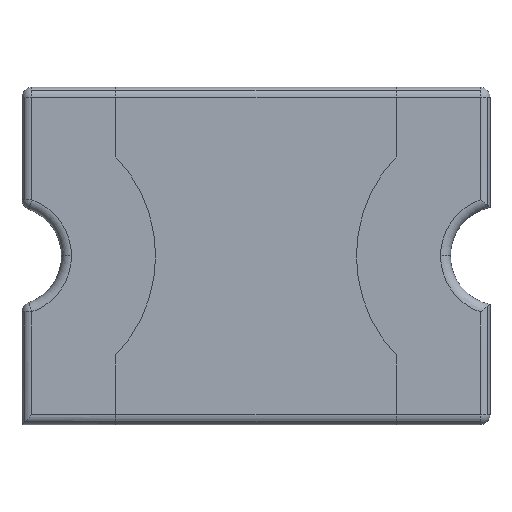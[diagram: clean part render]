
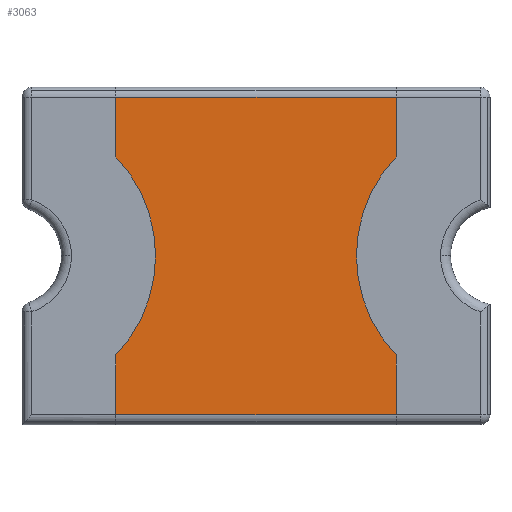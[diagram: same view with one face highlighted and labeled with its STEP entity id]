
A CAD part, top view. The second image highlights one B-rep face of the part: STEP entity #3063.
In plain terms, the highlighted planar face has unit normal (0, 0, 1).
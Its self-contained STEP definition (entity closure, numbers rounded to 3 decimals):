
#2533=CARTESIAN_POINT('',(-1.015,0.,0.89));
#2534=VERTEX_POINT('',#2533);
#2550=CARTESIAN_POINT('',(-1.415,-1.,0.89));
#2551=VERTEX_POINT('',#2550);
#2558=CARTESIAN_POINT('',(-2.465,0.,0.89));
#2559=DIRECTION('',(0.0,0.0,1.0));
#2560=DIRECTION('',(1.0,0.0,0.0));
#2561=AXIS2_PLACEMENT_3D('',#2558,#2559,#2560);
#2562=CIRCLE('',#2561,1.45);
#2563=EDGE_CURVE('',#2551,#2534,#2562,.T.);
#2575=CARTESIAN_POINT('',(1.015,0.,0.89));
#2576=VERTEX_POINT('',#2575);
#2592=CARTESIAN_POINT('',(1.415,1.,0.89));
#2593=VERTEX_POINT('',#2592);
#2600=CARTESIAN_POINT('',(2.465,0.,0.89));
#2601=DIRECTION('',(0.0,0.0,1.0));
#2602=DIRECTION('',(-1.0,0.0,0.0));
#2603=AXIS2_PLACEMENT_3D('',#2600,#2601,#2602);
#2604=CIRCLE('',#2603,1.45);
#2605=EDGE_CURVE('',#2593,#2576,#2604,.T.);
#2625=CARTESIAN_POINT('',(1.415,-1.605,0.89));
#2626=VERTEX_POINT('',#2625);
#2634=CARTESIAN_POINT('',(-1.415,-1.605,0.89));
#2635=VERTEX_POINT('',#2634);
#2636=CARTESIAN_POINT('',(1.415,-1.605,0.89));
#2637=DIRECTION('',(-1.0,0.0,0.0));
#2638=VECTOR('',#2637,2.83);
#2639=LINE('',#2636,#2638);
#2640=EDGE_CURVE('',#2626,#2635,#2639,.T.);
#2709=CARTESIAN_POINT('',(-1.415,1.605,0.89));
#2710=VERTEX_POINT('',#2709);
#2718=CARTESIAN_POINT('',(1.415,1.605,0.89));
#2719=VERTEX_POINT('',#2718);
#2720=CARTESIAN_POINT('',(-1.415,1.605,0.89));
#2721=DIRECTION('',(1.0,0.0,0.0));
#2722=VECTOR('',#2721,2.83);
#2723=LINE('',#2720,#2722);
#2724=EDGE_CURVE('',#2710,#2719,#2723,.T.);
#2856=CARTESIAN_POINT('',(-1.415,1.0,0.89));
#2857=VERTEX_POINT('',#2856);
#2864=CARTESIAN_POINT('',(-1.415,1.0,0.89));
#2865=DIRECTION('',(0.0,1.0,0.0));
#2866=VECTOR('',#2865,0.605);
#2867=LINE('',#2864,#2866);
#2868=EDGE_CURVE('',#2857,#2710,#2867,.T.);
#2979=CARTESIAN_POINT('',(1.415,-1.,0.89));
#2980=VERTEX_POINT('',#2979);
#2987=CARTESIAN_POINT('',(1.415,-1.,0.89));
#2988=DIRECTION('',(0.0,-1.0,0.0));
#2989=VECTOR('',#2988,0.605);
#2990=LINE('',#2987,#2989);
#2991=EDGE_CURVE('',#2980,#2626,#2990,.T.);
#3024=CARTESIAN_POINT('',(0.,0.,0.89));
#3025=DIRECTION('',(0.0,0.0,1.0));
#3026=DIRECTION('',(1.0,0.0,0.0));
#3027=AXIS2_PLACEMENT_3D('',#3024,#3025,#3026);
#3028=PLANE('',#3027);
#3029=ORIENTED_EDGE('',*,*,#2724,.F.);
#3030=ORIENTED_EDGE('',*,*,#2868,.F.);
#3031=CARTESIAN_POINT('',(-2.465,0.,0.89));
#3032=DIRECTION('',(0.0,0.0,1.0));
#3033=DIRECTION('',(1.0,0.0,0.0));
#3034=AXIS2_PLACEMENT_3D('',#3031,#3032,#3033);
#3035=CIRCLE('',#3034,1.45);
#3036=EDGE_CURVE('',#2534,#2857,#3035,.T.);
#3037=ORIENTED_EDGE('',*,*,#3036,.F.);
#3038=ORIENTED_EDGE('',*,*,#2563,.F.);
#3039=CARTESIAN_POINT('',(-1.415,-1.605,0.89));
#3040=DIRECTION('',(0.0,1.0,0.0));
#3041=VECTOR('',#3040,0.605);
#3042=LINE('',#3039,#3041);
#3043=EDGE_CURVE('',#2635,#2551,#3042,.T.);
#3044=ORIENTED_EDGE('',*,*,#3043,.F.);
#3045=ORIENTED_EDGE('',*,*,#2640,.F.);
#3046=ORIENTED_EDGE('',*,*,#2991,.F.);
#3047=CARTESIAN_POINT('',(2.465,0.,0.89));
#3048=DIRECTION('',(0.0,0.0,1.0));
#3049=DIRECTION('',(-1.0,0.0,0.0));
#3050=AXIS2_PLACEMENT_3D('',#3047,#3048,#3049);
#3051=CIRCLE('',#3050,1.45);
#3052=EDGE_CURVE('',#2576,#2980,#3051,.T.);
#3053=ORIENTED_EDGE('',*,*,#3052,.F.);
#3054=ORIENTED_EDGE('',*,*,#2605,.F.);
#3055=CARTESIAN_POINT('',(1.415,1.605,0.89));
#3056=DIRECTION('',(0.0,-1.0,0.0));
#3057=VECTOR('',#3056,0.605);
#3058=LINE('',#3055,#3057);
#3059=EDGE_CURVE('',#2719,#2593,#3058,.T.);
#3060=ORIENTED_EDGE('',*,*,#3059,.F.);
#3061=EDGE_LOOP('',(#3029,#3030,#3037,#3038,#3044,#3045,#3046,#3053,#3054,#3060));
#3062=FACE_OUTER_BOUND('',#3061,.T.);
#3063=ADVANCED_FACE('',(#3062),#3028,.T.);
